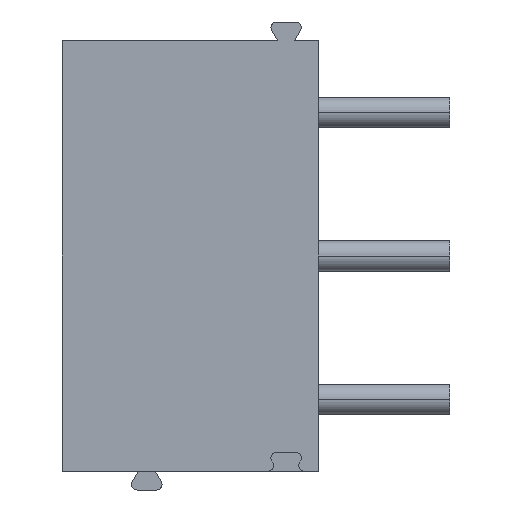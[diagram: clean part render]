
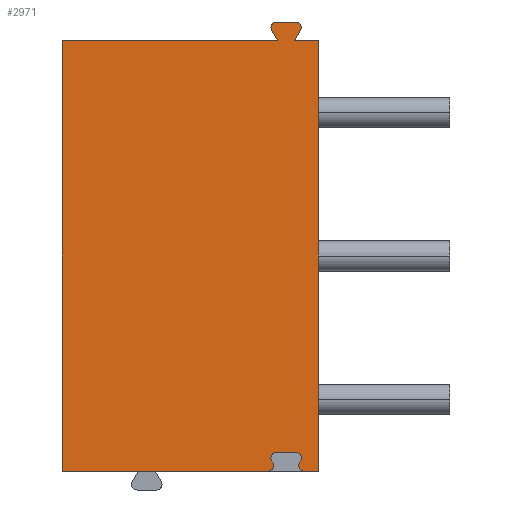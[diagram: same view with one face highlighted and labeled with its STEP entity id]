
A CAD part, front view. The second image highlights one B-rep face of the part: STEP entity #2971.
In plain terms, the highlighted planar face has unit normal (0, -1, 0).
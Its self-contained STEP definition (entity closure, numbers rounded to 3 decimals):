
#37=DIRECTION('',(1.,0.,0.));
#38=VECTOR('',#37,0.625);
#39=CARTESIAN_POINT('',(2.775,-4.1,9.525));
#40=LINE('',#39,#38);
#53=DIRECTION('',(1.,0.,0.));
#54=VECTOR('',#53,5.725);
#55=CARTESIAN_POINT('',(-3.4,-4.1,9.525));
#56=LINE('',#55,#54);
#321=CARTESIAN_POINT('',(3.036,-4.1,-1.755));
#322=DIRECTION('',(0.,-1.,0.));
#323=DIRECTION('',(-0.866,0.,0.5));
#324=AXIS2_PLACEMENT_3D('',#321,#322,#323);
#326=DIRECTION('',(0.5,0.,0.866));
#327=VECTOR('',#326,0.058);
#328=CARTESIAN_POINT('',(2.906,-4.1,-1.68));
#329=LINE('',#328,#327);
#330=CARTESIAN_POINT('',(2.805,-4.1,-1.555));
#331=DIRECTION('',(0.,-1.,0.));
#332=DIRECTION('',(0.866,0.,-0.5));
#333=AXIS2_PLACEMENT_3D('',#330,#331,#332);
#335=DIRECTION('',(-1.,0.,0.));
#336=VECTOR('',#335,0.51);
#337=CARTESIAN_POINT('',(2.805,-4.1,-1.405));
#338=LINE('',#337,#336);
#339=CARTESIAN_POINT('',(2.295,-4.1,-1.555));
#340=DIRECTION('',(0.,-1.,0.));
#341=DIRECTION('',(0.,0.,1.));
#342=AXIS2_PLACEMENT_3D('',#339,#340,#341);
#344=DIRECTION('',(0.5,0.,-0.866));
#345=VECTOR('',#344,0.058);
#346=CARTESIAN_POINT('',(2.165,-4.1,-1.63));
#347=LINE('',#346,#345);
#348=CARTESIAN_POINT('',(2.064,-4.1,-1.755));
#349=DIRECTION('',(0.,-1.,0.));
#350=DIRECTION('',(0.,0.,-1.));
#351=AXIS2_PLACEMENT_3D('',#348,#349,#350);
#353=DIRECTION('',(0.,0.,-1.));
#354=VECTOR('',#353,11.43);
#355=CARTESIAN_POINT('',(-3.4,-4.1,9.525));
#356=LINE('',#355,#354);
#357=DIRECTION('',(0.5,0.,-0.866));
#358=VECTOR('',#357,0.318);
#359=CARTESIAN_POINT('',(2.166,-4.1,9.8));
#360=LINE('',#359,#358);
#361=CARTESIAN_POINT('',(2.296,-4.1,9.875));
#362=DIRECTION('',(0.,-1.,0.));
#363=DIRECTION('',(0.,0.,1.));
#364=AXIS2_PLACEMENT_3D('',#361,#362,#363);
#366=DIRECTION('',(-1.,0.,0.));
#367=VECTOR('',#366,0.508);
#368=CARTESIAN_POINT('',(2.804,-4.1,10.025));
#369=LINE('',#368,#367);
#370=CARTESIAN_POINT('',(2.804,-4.1,9.875));
#371=DIRECTION('',(0.,-1.,0.));
#372=DIRECTION('',(0.866,0.,-0.5));
#373=AXIS2_PLACEMENT_3D('',#370,#371,#372);
#375=DIRECTION('',(0.5,0.,0.866));
#376=VECTOR('',#375,0.318);
#377=CARTESIAN_POINT('',(2.775,-4.1,9.525));
#378=LINE('',#377,#376);
#387=DIRECTION('',(1.,0.,0.));
#388=VECTOR('',#387,0.364);
#389=CARTESIAN_POINT('',(3.036,-4.1,-1.905));
#390=LINE('',#389,#388);
#427=DIRECTION('',(1.,0.,0.));
#428=VECTOR('',#427,5.464);
#429=CARTESIAN_POINT('',(-3.4,-4.1,-1.905));
#430=LINE('',#429,#428);
#491=DIRECTION('',(0.,0.,-1.));
#492=VECTOR('',#491,11.43);
#493=CARTESIAN_POINT('',(3.4,-4.1,9.525));
#494=LINE('',#493,#492);
#2076=CARTESIAN_POINT('',(-3.4,-4.1,9.525));
#2077=VERTEX_POINT('',#2076);
#2078=CARTESIAN_POINT('',(3.4,-4.1,9.525));
#2080=VERTEX_POINT('',#2078);
#2088=CARTESIAN_POINT('',(-3.4,-4.1,-1.905));
#2089=VERTEX_POINT('',#2088);
#2090=CARTESIAN_POINT('',(3.4,-4.1,-1.905));
#2092=VERTEX_POINT('',#2090);
#2124=CARTESIAN_POINT('',(2.325,-4.1,9.525));
#2125=VERTEX_POINT('',#2124);
#2126=CARTESIAN_POINT('',(2.775,-4.1,9.525));
#2127=VERTEX_POINT('',#2126);
#2128=CARTESIAN_POINT('',(2.296,-4.1,10.025));
#2129=CARTESIAN_POINT('',(2.166,-4.1,9.8));
#2130=VERTEX_POINT('',#2128);
#2131=VERTEX_POINT('',#2129);
#2132=CARTESIAN_POINT('',(2.934,-4.1,9.8));
#2133=CARTESIAN_POINT('',(2.804,-4.1,10.025));
#2134=VERTEX_POINT('',#2132);
#2135=VERTEX_POINT('',#2133);
#2160=CARTESIAN_POINT('',(3.036,-4.1,-1.905));
#2161=VERTEX_POINT('',#2160);
#2162=CARTESIAN_POINT('',(2.064,-4.1,-1.905));
#2163=VERTEX_POINT('',#2162);
#2164=CARTESIAN_POINT('',(2.906,-4.1,-1.68));
#2165=VERTEX_POINT('',#2164);
#2166=CARTESIAN_POINT('',(2.935,-4.1,-1.63));
#2167=VERTEX_POINT('',#2166);
#2168=CARTESIAN_POINT('',(2.805,-4.1,-1.405));
#2169=VERTEX_POINT('',#2168);
#2170=CARTESIAN_POINT('',(2.295,-4.1,-1.405));
#2171=VERTEX_POINT('',#2170);
#2172=CARTESIAN_POINT('',(2.165,-4.1,-1.63));
#2173=VERTEX_POINT('',#2172);
#2174=CARTESIAN_POINT('',(2.194,-4.1,-1.68));
#2175=VERTEX_POINT('',#2174);
#2931=CARTESIAN_POINT('',(-3.4,-4.1,9.525));
#2932=DIRECTION('',(0.,-1.,0.));
#2933=DIRECTION('',(1.,0.,0.));
#2934=AXIS2_PLACEMENT_3D('',#2931,#2932,#2933);
#2935=PLANE('',#2934);
#2937=ORIENTED_EDGE('',*,*,#2936,.F.);
#2939=ORIENTED_EDGE('',*,*,#2938,.T.);
#2941=ORIENTED_EDGE('',*,*,#2940,.T.);
#2943=ORIENTED_EDGE('',*,*,#2942,.T.);
#2945=ORIENTED_EDGE('',*,*,#2944,.T.);
#2947=ORIENTED_EDGE('',*,*,#2946,.T.);
#2949=ORIENTED_EDGE('',*,*,#2948,.F.);
#2951=ORIENTED_EDGE('',*,*,#2950,.F.);
#2952=ORIENTED_EDGE('',*,*,#2905,.F.);
#2953=ORIENTED_EDGE('',*,*,#2643,.T.);
#2955=ORIENTED_EDGE('',*,*,#2954,.F.);
#2957=ORIENTED_EDGE('',*,*,#2956,.F.);
#2959=ORIENTED_EDGE('',*,*,#2958,.F.);
#2961=ORIENTED_EDGE('',*,*,#2960,.F.);
#2963=ORIENTED_EDGE('',*,*,#2962,.F.);
#2964=ORIENTED_EDGE('',*,*,#2635,.T.);
#2966=ORIENTED_EDGE('',*,*,#2965,.T.);
#2968=ORIENTED_EDGE('',*,*,#2967,.F.);
#2969=EDGE_LOOP('',(#2937,#2939,#2941,#2943,#2945,#2947,#2949,#2951,#2952,#2953,
#2955,#2957,#2959,#2961,#2963,#2964,#2966,#2968));
#2970=FACE_OUTER_BOUND('',#2969,.F.);
#325=CIRCLE('',#324,0.15);
#334=CIRCLE('',#333,0.15);
#343=CIRCLE('',#342,0.15);
#352=CIRCLE('',#351,0.15);
#365=CIRCLE('',#364,0.15);
#374=CIRCLE('',#373,0.15);
#2635=EDGE_CURVE('',#2127,#2080,#40,.T.);
#2643=EDGE_CURVE('',#2077,#2125,#56,.T.);
#2905=EDGE_CURVE('',#2077,#2089,#356,.T.);
#2936=EDGE_CURVE('',#2165,#2161,#325,.T.);
#2938=EDGE_CURVE('',#2165,#2167,#329,.T.);
#2940=EDGE_CURVE('',#2167,#2169,#334,.T.);
#2942=EDGE_CURVE('',#2169,#2171,#338,.T.);
#2944=EDGE_CURVE('',#2171,#2173,#343,.T.);
#2946=EDGE_CURVE('',#2173,#2175,#347,.T.);
#2948=EDGE_CURVE('',#2163,#2175,#352,.T.);
#2950=EDGE_CURVE('',#2089,#2163,#430,.T.);
#2954=EDGE_CURVE('',#2131,#2125,#360,.T.);
#2956=EDGE_CURVE('',#2130,#2131,#365,.T.);
#2958=EDGE_CURVE('',#2135,#2130,#369,.T.);
#2960=EDGE_CURVE('',#2134,#2135,#374,.T.);
#2962=EDGE_CURVE('',#2127,#2134,#378,.T.);
#2965=EDGE_CURVE('',#2080,#2092,#494,.T.);
#2967=EDGE_CURVE('',#2161,#2092,#390,.T.);
#2971=ADVANCED_FACE('',(#2970),#2935,.T.);
